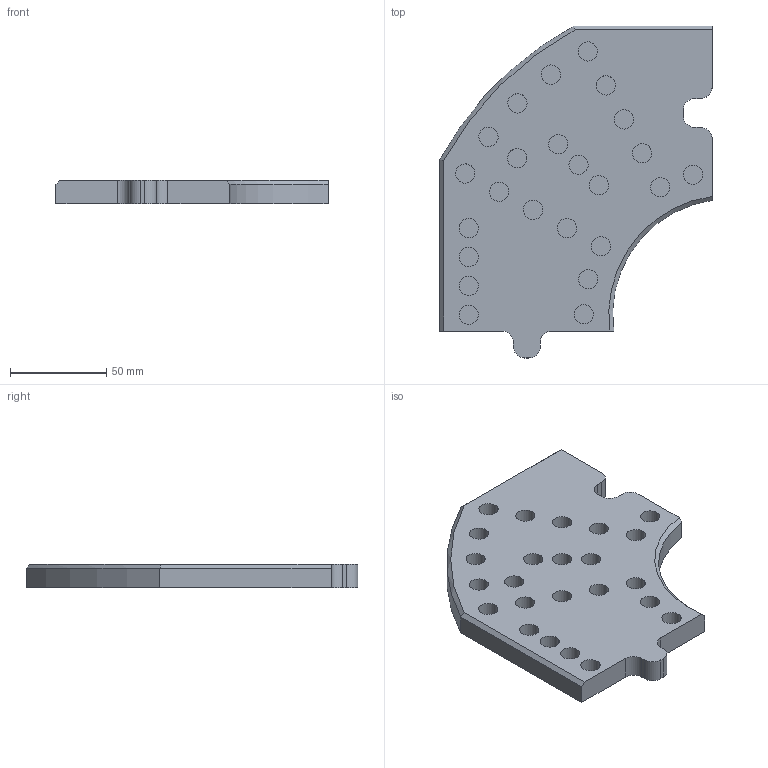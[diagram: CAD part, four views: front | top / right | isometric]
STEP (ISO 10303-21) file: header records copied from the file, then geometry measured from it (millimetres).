
FILE_DESCRIPTION(('CATIA V5 STEP Exchange'),'2;1');
FILE_NAME('Coin Brandi Dog.stp','2022-02-22T12:50:23+00:00',('none'),('none'),'Version 5-6 Release 2012','CATIA V5 STEP AP203','none');
FILE_SCHEMA(('CONFIG_CONTROL_DESIGN'));
Length unit declared in the file: millimetre
Products named in the file (1): Coin Brandi Dog
Bounding box: 141.5 x 172.5 x 12 mm (x, y, z)
Volume: 195454.7 mm3; surface area: 48230.7 mm2
Topology: 1 solids, 1 shells, 100 faces, 220 edges, 146 vertices
Faces by surface type: cylinder 58, plane 40, cone 2
Entity records: 2490 total; most frequent: ORIENTED_EDGE 440, CARTESIAN_POINT 429, DIRECTION 320, EDGE_CURVE 220, AXIS2_PLACEMENT_3D 171, VERTEX_POINT 146, EDGE_LOOP 124, CIRCLE 118
